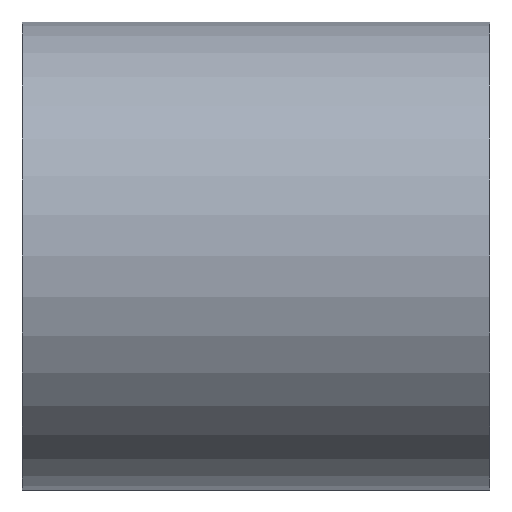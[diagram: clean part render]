
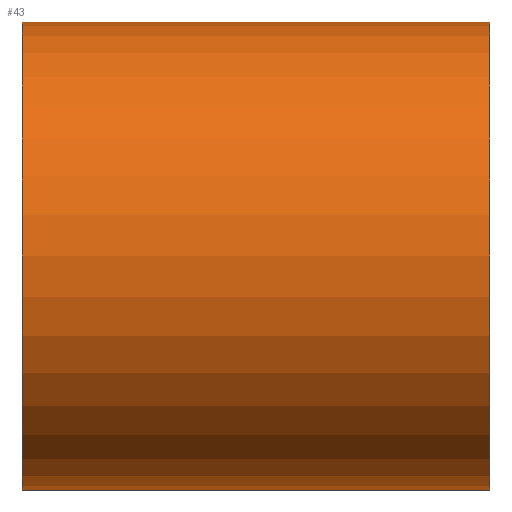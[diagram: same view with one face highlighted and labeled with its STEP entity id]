
A CAD part, left-side view. The second image highlights one B-rep face of the part: STEP entity #43.
In plain terms, the highlighted cylindrical face has radius 25.4 mm (diameter 50.8 mm), a partial arc.
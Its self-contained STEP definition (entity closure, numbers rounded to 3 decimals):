
#2 = CIRCLE ( 'NONE', #24, 25.4 ) ;
#8 = DIRECTION ( 'NONE',  ( 0., 1., 0. ) ) ;
#24 = AXIS2_PLACEMENT_3D ( 'NONE', #198, #83, #47 ) ;
#28 = CARTESIAN_POINT ( 'NONE',  ( 0., 50.8, -25.4 ) ) ;
#35 = VERTEX_POINT ( 'NONE', #233 ) ;
#38 = CARTESIAN_POINT ( 'NONE',  ( 0., 0., -25.4 ) ) ;
#41 = EDGE_LOOP ( 'NONE', ( #168, #189, #45, #179 ) ) ;
#43 = ADVANCED_FACE ( 'NONE', ( #204 ), #231, .T. ) ;
#45 = ORIENTED_EDGE ( 'NONE', *, *, #108, .T. ) ;
#47 = DIRECTION ( 'NONE',  ( 0., 0., 1. ) ) ;
#53 = CARTESIAN_POINT ( 'NONE',  ( 0., 0., 25.4 ) ) ;
#54 = CARTESIAN_POINT ( 'NONE',  ( 0., 161.376, -25.4 ) ) ;
#58 = VERTEX_POINT ( 'NONE', #28 ) ;
#60 = CARTESIAN_POINT ( 'NONE',  ( 0., 161.376, 0. ) ) ;
#75 = DIRECTION ( 'NONE',  ( 0., 0., 1. ) ) ;
#83 = DIRECTION ( 'NONE',  ( 0., 1., 0. ) ) ;
#84 = DIRECTION ( 'NONE',  ( 0., 1., 0. ) ) ;
#88 = VECTOR ( 'NONE', #84, 1000. ) ;
#100 = EDGE_CURVE ( 'NONE', #208, #163, #112, .T. ) ;
#108 = EDGE_CURVE ( 'NONE', #163, #35, #203, .T. ) ;
#112 = CIRCLE ( 'NONE', #212, 25.4 ) ;
#114 = CARTESIAN_POINT ( 'NONE',  ( 0., 161.376, 25.4 ) ) ;
#124 = EDGE_CURVE ( 'NONE', #58, #35, #2, .T. ) ;
#139 = CARTESIAN_POINT ( 'NONE',  ( 0., 0., 0. ) ) ;
#154 = DIRECTION ( 'NONE',  ( 0., 0., 1. ) ) ;
#163 = VERTEX_POINT ( 'NONE', #53 ) ;
#167 = VECTOR ( 'NONE', #8, 1000. ) ;
#168 = ORIENTED_EDGE ( 'NONE', *, *, #232, .F. ) ;
#170 = DIRECTION ( 'NONE',  ( 0., 1., 0. ) ) ;
#179 = ORIENTED_EDGE ( 'NONE', *, *, #124, .F. ) ;
#189 = ORIENTED_EDGE ( 'NONE', *, *, #100, .T. ) ;
#191 = DIRECTION ( 'NONE',  ( 0., 1., 0. ) ) ;
#198 = CARTESIAN_POINT ( 'NONE',  ( 0., 50.8, 0. ) ) ;
#203 = LINE ( 'NONE', #114, #167 ) ;
#204 = FACE_OUTER_BOUND ( 'NONE', #41, .T. ) ;
#208 = VERTEX_POINT ( 'NONE', #38 ) ;
#212 = AXIS2_PLACEMENT_3D ( 'NONE', #139, #170, #154 ) ;
#228 = LINE ( 'NONE', #54, #88 ) ;
#231 = CYLINDRICAL_SURFACE ( 'NONE', #237, 25.4 ) ;
#232 = EDGE_CURVE ( 'NONE', #208, #58, #228, .T. ) ;
#233 = CARTESIAN_POINT ( 'NONE',  ( 0., 50.8, 25.4 ) ) ;
#237 = AXIS2_PLACEMENT_3D ( 'NONE', #60, #191, #75 ) ;
